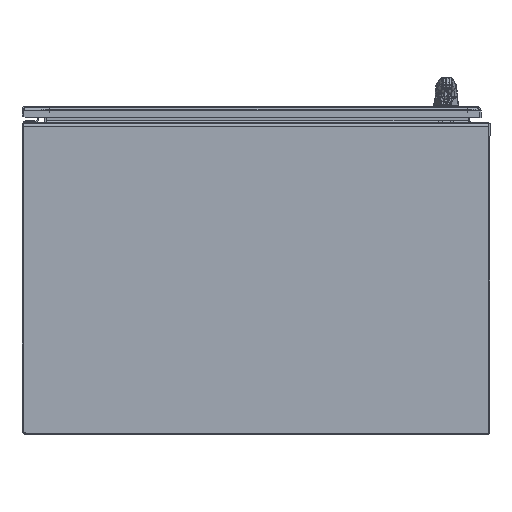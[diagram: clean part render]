
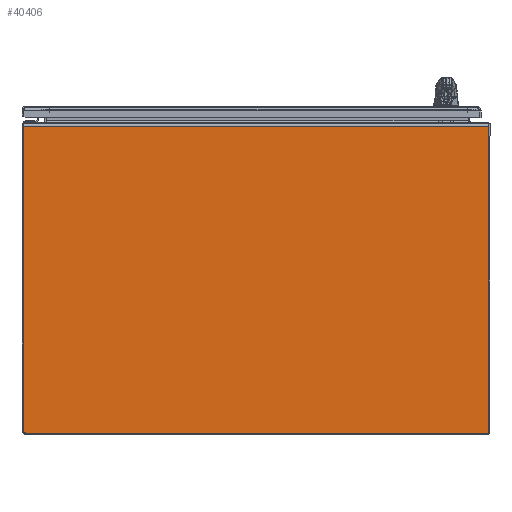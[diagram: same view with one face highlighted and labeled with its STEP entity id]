
A CAD part, front view. The second image highlights one B-rep face of the part: STEP entity #40406.
In plain terms, the highlighted face is planar.
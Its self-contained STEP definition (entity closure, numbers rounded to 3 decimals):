
#2261=PLANE('',#43955);
#3291=FACE_OUTER_BOUND('',#5820,.T.);
#5820=EDGE_LOOP('',(#27280,#27281,#27282,#27283));
#8612=LINE('',#62185,#11564);
#8618=LINE('',#62203,#11570);
#8621=LINE('',#62209,#11573);
#8622=LINE('',#62210,#11574);
#11564=VECTOR('',#49374,0.394);
#11570=VECTOR('',#49398,0.394);
#11573=VECTOR('',#49403,0.394);
#11574=VECTOR('',#49404,0.394);
#16896=VERTEX_POINT('',#62182);
#16897=VERTEX_POINT('',#62184);
#16900=VERTEX_POINT('',#62202);
#16902=VERTEX_POINT('',#62208);
#20799=EDGE_CURVE('',#16897,#16896,#8612,.T.);
#20808=EDGE_CURVE('',#16897,#16900,#8618,.T.);
#20811=EDGE_CURVE('',#16902,#16896,#8621,.T.);
#20812=EDGE_CURVE('',#16900,#16902,#8622,.T.);
#27280=ORIENTED_EDGE('',*,*,#20799,.T.);
#27281=ORIENTED_EDGE('',*,*,#20811,.F.);
#27282=ORIENTED_EDGE('',*,*,#20812,.F.);
#27283=ORIENTED_EDGE('',*,*,#20808,.F.);
#40406=ADVANCED_FACE('',(#3291),#2261,.T.);
#43955=AXIS2_PLACEMENT_3D('',#62207,#49401,#49402);
#49374=DIRECTION('',(0.,1.,0.));
#49398=DIRECTION('',(-1.,0.,0.));
#49401=DIRECTION('center_axis',(0.,0.,1.));
#49402=DIRECTION('ref_axis',(1.,0.,0.));
#49403=DIRECTION('',(1.,0.,0.));
#49404=DIRECTION('',(0.,1.,0.));
#62182=CARTESIAN_POINT('',(11.709,17.959,0.104));
#62184=CARTESIAN_POINT('',(11.709,-17.959,0.104));
#62185=CARTESIAN_POINT('',(11.709,-8.979,0.104));
#62202=CARTESIAN_POINT('',(-11.959,-17.959,0.104));
#62203=CARTESIAN_POINT('',(11.959,-17.959,0.104));
#62207=CARTESIAN_POINT('Origin',(0.,0.,
0.104));
#62208=CARTESIAN_POINT('',(-11.959,17.959,0.104));
#62209=CARTESIAN_POINT('',(-11.959,17.959,0.104));
#62210=CARTESIAN_POINT('',(-11.959,-17.959,0.104));
